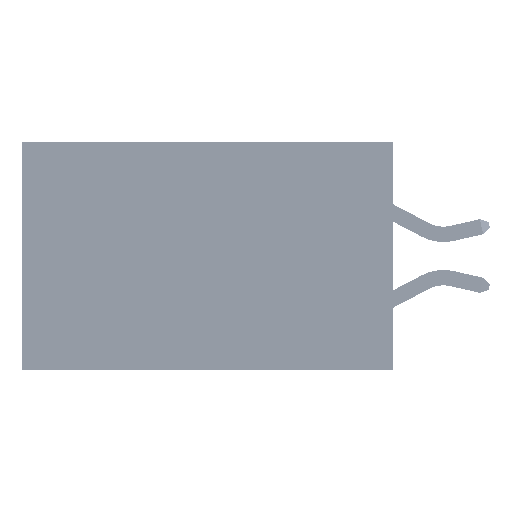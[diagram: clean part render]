
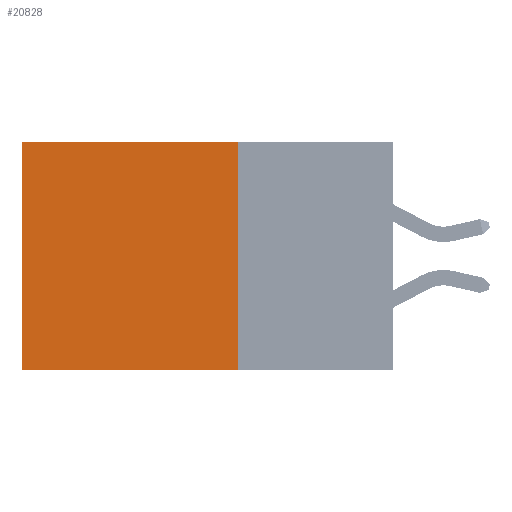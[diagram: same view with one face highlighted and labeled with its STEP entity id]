
A CAD part, left-side view. The second image highlights one B-rep face of the part: STEP entity #20828.
In plain terms, the highlighted planar face has unit normal (-1, 0, 0).
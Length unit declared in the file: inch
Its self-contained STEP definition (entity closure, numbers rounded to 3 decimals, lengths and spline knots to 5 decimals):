
#480 = DIRECTION ( 'NONE',  ( 0., 0., -1. ) ) ;
#687 = EDGE_CURVE ( 'NONE', #29842, #47038, #25940, .T. ) ;
#3981 = EDGE_CURVE ( 'NONE', #41493, #47038, #35732, .T. ) ;
#4729 = EDGE_CURVE ( 'NONE', #50298, #41493, #38500, .T. ) ;
#7365 = FACE_OUTER_BOUND ( 'NONE', #31240, .T. ) ;
#8622 = LINE ( 'NONE', #32422, #29147 ) ;
#9523 = VECTOR ( 'NONE', #43900, 39.37008 ) ;
#12011 = AXIS2_PLACEMENT_3D ( 'NONE', #26482, #14959, #38801 ) ;
#14157 = DIRECTION ( 'NONE',  ( 0., 1., 0. ) ) ;
#14959 = DIRECTION ( 'NONE',  ( 1., 0., 0. ) ) ;
#17492 = CARTESIAN_POINT ( 'NONE',  ( 0.2875, 0.25, 0. ) ) ;
#18873 = VECTOR ( 'NONE', #14157, 39.37008 ) ;
#19104 = ORIENTED_EDGE ( 'NONE', *, *, #4729, .T. ) ;
#20828 = ADVANCED_FACE ( 'NONE', ( #7365 ), #22823, .F. ) ;
#22823 = PLANE ( 'NONE',  #12011 ) ;
#25453 = DIRECTION ( 'NONE',  ( 0., 1., 0. ) ) ;
#25940 = LINE ( 'NONE', #45398, #38461 ) ;
#26200 = CARTESIAN_POINT ( 'NONE',  ( 0.2875, 0.25, 0. ) ) ;
#26482 = CARTESIAN_POINT ( 'NONE',  ( 0.2875, 0.25, 0. ) ) ;
#27215 = ORIENTED_EDGE ( 'NONE', *, *, #3981, .T. ) ;
#29147 = VECTOR ( 'NONE', #480, 39.37008 ) ;
#29842 = VERTEX_POINT ( 'NONE', #51412 ) ;
#31240 = EDGE_LOOP ( 'NONE', ( #27215, #35235, #41652, #19104 ) ) ;
#32422 = CARTESIAN_POINT ( 'NONE',  ( 0.2875, 0.25, 0. ) ) ;
#32959 = CARTESIAN_POINT ( 'NONE',  ( 0.2875, 0.6, 0. ) ) ;
#35235 = ORIENTED_EDGE ( 'NONE', *, *, #687, .F. ) ;
#35732 = LINE ( 'NONE', #51808, #9523 ) ;
#38461 = VECTOR ( 'NONE', #25453, 39.37008 ) ;
#38500 = LINE ( 'NONE', #26200, #18873 ) ;
#38801 = DIRECTION ( 'NONE',  ( 0., 0., -1. ) ) ;
#41493 = VERTEX_POINT ( 'NONE', #32959 ) ;
#41652 = ORIENTED_EDGE ( 'NONE', *, *, #43023, .F. ) ;
#43023 = EDGE_CURVE ( 'NONE', #50298, #29842, #8622, .T. ) ;
#43900 = DIRECTION ( 'NONE',  ( 0., 0., -1. ) ) ;
#45398 = CARTESIAN_POINT ( 'NONE',  ( 0.2875, 0.25, -0.37 ) ) ;
#47038 = VERTEX_POINT ( 'NONE', #47747 ) ;
#47747 = CARTESIAN_POINT ( 'NONE',  ( 0.2875, 0.6, -0.37 ) ) ;
#50298 = VERTEX_POINT ( 'NONE', #17492 ) ;
#51412 = CARTESIAN_POINT ( 'NONE',  ( 0.2875, 0.25, -0.37 ) ) ;
#51808 = CARTESIAN_POINT ( 'NONE',  ( 0.2875, 0.6, 0. ) ) ;
